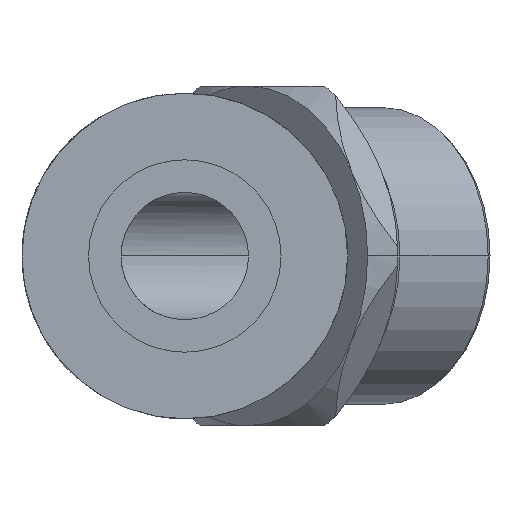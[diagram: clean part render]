
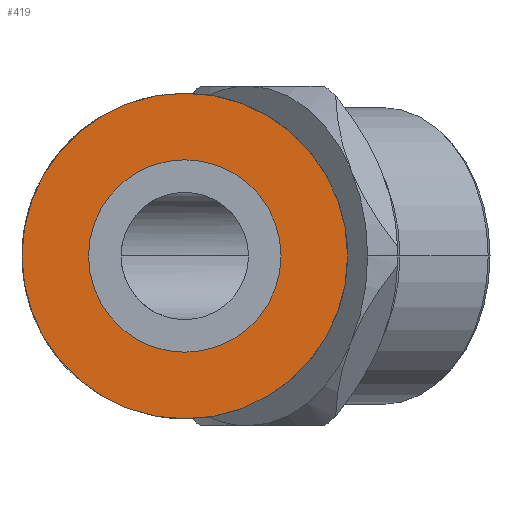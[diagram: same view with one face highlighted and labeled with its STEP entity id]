
A CAD part, left-side view. The second image highlights one B-rep face of the part: STEP entity #419.
In plain terms, the highlighted planar face has unit normal (-1, 0, 0).
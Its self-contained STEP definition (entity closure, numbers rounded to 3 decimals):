
#17 = DIRECTION ( 'NONE',  ( -1., 0., 0. ) ) ;
#44 = DIRECTION ( 'NONE',  ( 0., 0., -1. ) ) ;
#259 = CIRCLE ( 'NONE', #6205, 6.8 ) ;
#419 = ADVANCED_FACE ( 'NONE', ( #539, #7259 ), #3074, .F. ) ;
#435 = EDGE_LOOP ( 'NONE', ( #7067, #5537 ) ) ;
#539 = FACE_BOUND ( 'NONE', #435, .T. ) ;
#609 = DIRECTION ( 'NONE',  ( -1., 0., 0. ) ) ;
#723 = VERTEX_POINT ( 'NONE', #2916 ) ;
#807 = CARTESIAN_POINT ( 'NONE',  ( 0., 0., 0. ) ) ;
#1216 = CIRCLE ( 'NONE', #1652, 11.5 ) ;
#1412 = VERTEX_POINT ( 'NONE', #1538 ) ;
#1471 = EDGE_LOOP ( 'NONE', ( #6522, #8527 ) ) ;
#1538 = CARTESIAN_POINT ( 'NONE',  ( 0., 0., 11.5 ) ) ;
#1652 = AXIS2_PLACEMENT_3D ( 'NONE', #6704, #609, #3316 ) ;
#1833 = CARTESIAN_POINT ( 'NONE',  ( 0., 0., 0. ) ) ;
#1942 = AXIS2_PLACEMENT_3D ( 'NONE', #3206, #2087, #44 ) ;
#2087 = DIRECTION ( 'NONE',  ( 1., 0., 0. ) ) ;
#2227 = EDGE_CURVE ( 'NONE', #6349, #1412, #1216, .T. ) ;
#2379 = AXIS2_PLACEMENT_3D ( 'NONE', #807, #17, #4233 ) ;
#2916 = CARTESIAN_POINT ( 'NONE',  ( 0., 0., -6.8 ) ) ;
#3074 = PLANE ( 'NONE',  #1942 ) ;
#3206 = CARTESIAN_POINT ( 'NONE',  ( 0., 0., 0. ) ) ;
#3316 = DIRECTION ( 'NONE',  ( 0., 0., 1. ) ) ;
#3653 = CIRCLE ( 'NONE', #2379, 11.5 ) ;
#3795 = CARTESIAN_POINT ( 'NONE',  ( 0., 0., -11.5 ) ) ;
#3937 = AXIS2_PLACEMENT_3D ( 'NONE', #3977, #6693, #7440 ) ;
#3977 = CARTESIAN_POINT ( 'NONE',  ( 0., 0., 0. ) ) ;
#4233 = DIRECTION ( 'NONE',  ( 0., 0., 1. ) ) ;
#4537 = DIRECTION ( 'NONE',  ( 1., 0., 0. ) ) ;
#4580 = DIRECTION ( 'NONE',  ( 0., 0., -1. ) ) ;
#4998 = CARTESIAN_POINT ( 'NONE',  ( 0., 0., 6.8 ) ) ;
#5537 = ORIENTED_EDGE ( 'NONE', *, *, #7981, .T. ) ;
#5771 = VERTEX_POINT ( 'NONE', #4998 ) ;
#5935 = CIRCLE ( 'NONE', #3937, 6.8 ) ;
#6205 = AXIS2_PLACEMENT_3D ( 'NONE', #1833, #4537, #4580 ) ;
#6349 = VERTEX_POINT ( 'NONE', #3795 ) ;
#6522 = ORIENTED_EDGE ( 'NONE', *, *, #7428, .T. ) ;
#6693 = DIRECTION ( 'NONE',  ( 1., 0., 0. ) ) ;
#6704 = CARTESIAN_POINT ( 'NONE',  ( 0., 0., 0. ) ) ;
#7067 = ORIENTED_EDGE ( 'NONE', *, *, #8530, .T. ) ;
#7259 = FACE_OUTER_BOUND ( 'NONE', #1471, .T. ) ;
#7428 = EDGE_CURVE ( 'NONE', #1412, #6349, #3653, .T. ) ;
#7440 = DIRECTION ( 'NONE',  ( 0., 0., -1. ) ) ;
#7981 = EDGE_CURVE ( 'NONE', #723, #5771, #5935, .T. ) ;
#8527 = ORIENTED_EDGE ( 'NONE', *, *, #2227, .T. ) ;
#8530 = EDGE_CURVE ( 'NONE', #5771, #723, #259, .T. ) ;
